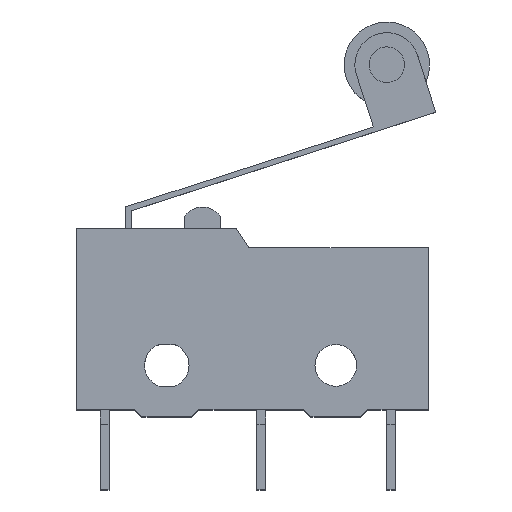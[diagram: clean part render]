
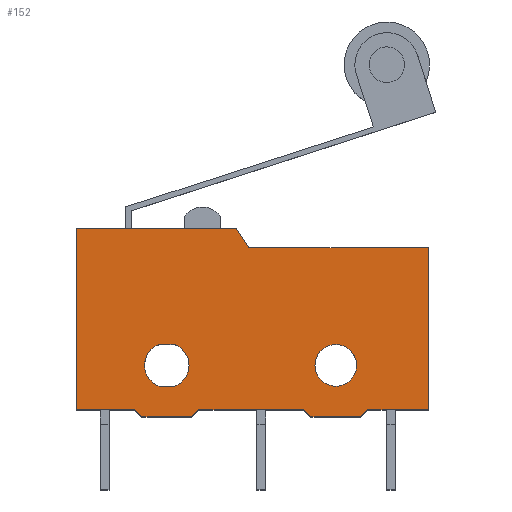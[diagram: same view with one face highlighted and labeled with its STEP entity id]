
A CAD part, top view. The second image highlights one B-rep face of the part: STEP entity #152.
In plain terms, the highlighted planar face has unit normal (0, 0, 1).
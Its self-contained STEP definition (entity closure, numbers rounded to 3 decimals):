
#152=ADVANCED_FACE('',(#316,#317,#318),#319,.T.);
#316=FACE_BOUND('',#485,.T.);
#317=FACE_BOUND('',#486,.T.);
#318=FACE_OUTER_BOUND('',#487,.T.);
#319=PLANE('',#488);
#485=EDGE_LOOP('',(#1100,#1101,#1102,#1103,#1104,#1105));
#486=EDGE_LOOP('',(#1106,#1107));
#487=EDGE_LOOP('',(#1108,#1109,#1110,#1111,#1112,#1113,#1114,#1115,#1116,#1117,#1118,#1119,#1120,#1121));
#488=AXIS2_PLACEMENT_3D('',#1122,#1123,#1124);
#1100=ORIENTED_EDGE('',*,*,#1312,.T.);
#1101=ORIENTED_EDGE('',*,*,#1155,.T.);
#1102=ORIENTED_EDGE('',*,*,#1315,.T.);
#1103=ORIENTED_EDGE('',*,*,#1306,.T.);
#1104=ORIENTED_EDGE('',*,*,#1310,.T.);
#1105=ORIENTED_EDGE('',*,*,#1161,.T.);
#1106=ORIENTED_EDGE('',*,*,#1151,.T.);
#1107=ORIENTED_EDGE('',*,*,#1317,.T.);
#1108=ORIENTED_EDGE('',*,*,#1318,.F.);
#1109=ORIENTED_EDGE('',*,*,#1358,.F.);
#1110=ORIENTED_EDGE('',*,*,#1355,.F.);
#1111=ORIENTED_EDGE('',*,*,#1352,.F.);
#1112=ORIENTED_EDGE('',*,*,#1349,.F.);
#1113=ORIENTED_EDGE('',*,*,#1346,.F.);
#1114=ORIENTED_EDGE('',*,*,#1343,.F.);
#1115=ORIENTED_EDGE('',*,*,#1340,.F.);
#1116=ORIENTED_EDGE('',*,*,#1337,.F.);
#1117=ORIENTED_EDGE('',*,*,#1334,.F.);
#1118=ORIENTED_EDGE('',*,*,#1331,.F.);
#1119=ORIENTED_EDGE('',*,*,#1328,.F.);
#1120=ORIENTED_EDGE('',*,*,#1325,.F.);
#1121=ORIENTED_EDGE('',*,*,#1322,.F.);
#1122=CARTESIAN_POINT('',(-0.187,5.17,3.2));
#1123=DIRECTION('',(0.0,0.0,1.0));
#1124=DIRECTION('',(1.0,0.0,0.0));
#1151=EDGE_CURVE('',#1363,#1360,#1364,.T.);
#1155=EDGE_CURVE('',#1371,#1368,#1372,.T.);
#1161=EDGE_CURVE('',#1377,#1381,#1383,.T.);
#1306=EDGE_CURVE('',#1624,#1625,#1626,.T.);
#1310=EDGE_CURVE('',#1625,#1377,#1632,.T.);
#1312=EDGE_CURVE('',#1381,#1371,#1634,.T.);
#1315=EDGE_CURVE('',#1368,#1624,#1637,.T.);
#1317=EDGE_CURVE('',#1360,#1363,#1639,.T.);
#1318=EDGE_CURVE('',#1640,#1641,#1642,.T.);
#1322=EDGE_CURVE('',#1641,#1648,#1649,.T.);
#1325=EDGE_CURVE('',#1648,#1653,#1654,.T.);
#1328=EDGE_CURVE('',#1653,#1658,#1659,.T.);
#1331=EDGE_CURVE('',#1658,#1663,#1664,.T.);
#1334=EDGE_CURVE('',#1663,#1668,#1669,.T.);
#1337=EDGE_CURVE('',#1668,#1673,#1674,.T.);
#1340=EDGE_CURVE('',#1673,#1678,#1679,.T.);
#1343=EDGE_CURVE('',#1678,#1683,#1684,.T.);
#1346=EDGE_CURVE('',#1683,#1688,#1689,.T.);
#1349=EDGE_CURVE('',#1688,#1693,#1694,.T.);
#1352=EDGE_CURVE('',#1693,#1698,#1699,.T.);
#1355=EDGE_CURVE('',#1698,#1703,#1704,.T.);
#1358=EDGE_CURVE('',#1703,#1640,#1708,.T.);
#1360=VERTEX_POINT('',#1710);
#1363=VERTEX_POINT('',#1714);
#1364=CIRCLE('',#1715,1.175);
#1368=VERTEX_POINT('',#1720);
#1371=VERTEX_POINT('',#1724);
#1372=CIRCLE('',#1725,1.25);
#1377=VERTEX_POINT('',#1731);
#1381=VERTEX_POINT('',#1736);
#1383=CIRCLE('',#1739,1.25);
#1624=VERTEX_POINT('',#2100);
#1625=VERTEX_POINT('',#2101);
#1626=LINE('',#2102,#2103);
#1632=CIRCLE('',#2112,1.25);
#1634=LINE('',#2114,#2115);
#1637=CIRCLE('',#2119,1.25);
#1639=CIRCLE('',#2121,1.175);
#1640=VERTEX_POINT('',#2122);
#1641=VERTEX_POINT('',#2123);
#1642=LINE('',#2124,#2125);
#1648=VERTEX_POINT('',#2134);
#1649=LINE('',#2135,#2136);
#1653=VERTEX_POINT('',#2142);
#1654=LINE('',#2143,#2144);
#1658=VERTEX_POINT('',#2150);
#1659=LINE('',#2151,#2152);
#1663=VERTEX_POINT('',#2158);
#1664=LINE('',#2159,#2160);
#1668=VERTEX_POINT('',#2166);
#1669=LINE('',#2167,#2168);
#1673=VERTEX_POINT('',#2174);
#1674=LINE('',#2175,#2176);
#1678=VERTEX_POINT('',#2182);
#1679=LINE('',#2183,#2184);
#1683=VERTEX_POINT('',#2190);
#1684=LINE('',#2191,#2192);
#1688=VERTEX_POINT('',#2198);
#1689=LINE('',#2199,#2200);
#1693=VERTEX_POINT('',#2206);
#1694=LINE('',#2207,#2208);
#1698=VERTEX_POINT('',#2214);
#1699=LINE('',#2215,#2216);
#1703=VERTEX_POINT('',#2222);
#1704=LINE('',#2223,#2224);
#1708=LINE('',#2230,#2231);
#1710=CARTESIAN_POINT('',(5.875,2.9,3.2));
#1714=CARTESIAN_POINT('',(3.525,2.9,3.2));
#1715=AXIS2_PLACEMENT_3D('',#2235,#2236,#2237);
#1720=CARTESIAN_POINT('',(-3.55,2.9,3.2));
#1724=CARTESIAN_POINT('',(-4.388,4.08,3.2));
#1725=AXIS2_PLACEMENT_3D('',#2243,#2244,#2245);
#1731=CARTESIAN_POINT('',(-6.05,2.9,3.2));
#1736=CARTESIAN_POINT('',(-5.212,4.08,3.2));
#1739=AXIS2_PLACEMENT_3D('',#2255,#2256,#2257);
#2100=CARTESIAN_POINT('',(-4.36,1.73,3.2));
#2101=CARTESIAN_POINT('',(-5.24,1.73,3.2));
#2102=CARTESIAN_POINT('',(-2.844,1.73,3.2));
#2103=VECTOR('',#2450,1.0);
#2112=AXIS2_PLACEMENT_3D('',#2454,#2455,#2456);
#2114=CARTESIAN_POINT('',(-2.844,4.08,3.2));
#2115=VECTOR('',#2460,1.0);
#2119=AXIS2_PLACEMENT_3D('',#2465,#2466,#2467);
#2121=AXIS2_PLACEMENT_3D('',#2471,#2472,#2473);
#2122=CARTESIAN_POINT('',(-9.9,10.6,3.2));
#2123=CARTESIAN_POINT('',(-0.9,10.6,3.2));
#2124=CARTESIAN_POINT('',(-9.9,10.6,3.2));
#2125=VECTOR('',#2474,1.0);
#2134=CARTESIAN_POINT('',(-0.2,9.5,3.2));
#2135=CARTESIAN_POINT('',(-0.2,9.5,3.2));
#2136=VECTOR('',#2478,1.0);
#2142=CARTESIAN_POINT('',(9.9,9.5,3.2));
#2143=CARTESIAN_POINT('',(9.9,9.5,3.2));
#2144=VECTOR('',#2481,1.0);
#2150=CARTESIAN_POINT('',(9.9,0.4,3.2));
#2151=CARTESIAN_POINT('',(9.9,0.4,3.2));
#2152=VECTOR('',#2484,1.0);
#2158=CARTESIAN_POINT('',(6.5,0.4,3.2));
#2159=CARTESIAN_POINT('',(9.9,0.4,3.2));
#2160=VECTOR('',#2487,1.0);
#2166=CARTESIAN_POINT('',(6.1,0.0,3.2));
#2167=CARTESIAN_POINT('',(6.1,0.0,3.2));
#2168=VECTOR('',#2490,1.0);
#2174=CARTESIAN_POINT('',(3.3,0.,3.2));
#2175=CARTESIAN_POINT('',(6.1,0.0,3.2));
#2176=VECTOR('',#2493,1.0);
#2182=CARTESIAN_POINT('',(2.9,0.4,3.2));
#2183=CARTESIAN_POINT('',(2.9,0.4,3.2));
#2184=VECTOR('',#2496,1.0);
#2190=CARTESIAN_POINT('',(-3.,0.4,3.2));
#2191=CARTESIAN_POINT('',(-3.,0.4,3.2));
#2192=VECTOR('',#2499,1.0);
#2198=CARTESIAN_POINT('',(-3.4,0.0,3.2));
#2199=CARTESIAN_POINT('',(-3.,0.4,3.2));
#2200=VECTOR('',#2502,1.0);
#2206=CARTESIAN_POINT('',(-6.2,0.0,3.2));
#2207=CARTESIAN_POINT('',(-6.2,0.0,3.2));
#2208=VECTOR('',#2505,1.0);
#2214=CARTESIAN_POINT('',(-6.6,0.4,3.2));
#2215=CARTESIAN_POINT('',(-6.2,0.0,3.2));
#2216=VECTOR('',#2508,1.0);
#2222=CARTESIAN_POINT('',(-9.9,0.4,3.2));
#2223=CARTESIAN_POINT('',(-9.9,0.4,3.2));
#2224=VECTOR('',#2511,1.0);
#2230=CARTESIAN_POINT('',(-9.9,0.4,3.2));
#2231=VECTOR('',#2514,1.0);
#2235=CARTESIAN_POINT('',(4.7,2.9,3.2));
#2236=DIRECTION('',(0.0,0.0,-1.0));
#2237=DIRECTION('',(1.0,0.0,0.0));
#2243=CARTESIAN_POINT('',(-4.8,2.9,3.2));
#2244=DIRECTION('',(0.0,0.0,-1.0));
#2245=DIRECTION('',(1.0,0.0,0.0));
#2255=CARTESIAN_POINT('',(-4.8,2.9,3.2));
#2256=DIRECTION('',(0.0,0.0,-1.0));
#2257=DIRECTION('',(1.0,0.0,0.0));
#2450=DIRECTION('',(-1.0,0.0,0.0));
#2454=CARTESIAN_POINT('',(-4.8,2.9,3.2));
#2455=DIRECTION('',(0.0,0.0,-1.0));
#2456=DIRECTION('',(1.0,0.0,0.0));
#2460=DIRECTION('',(1.0,0.0,-0.0));
#2465=CARTESIAN_POINT('',(-4.8,2.9,3.2));
#2466=DIRECTION('',(0.0,0.0,-1.0));
#2467=DIRECTION('',(1.0,0.0,0.0));
#2471=CARTESIAN_POINT('',(4.7,2.9,3.2));
#2472=DIRECTION('',(0.0,0.0,-1.0));
#2473=DIRECTION('',(1.0,0.0,0.0));
#2474=DIRECTION('',(1.0,0.0,0.0));
#2478=DIRECTION('',(0.537,-0.844,0.0));
#2481=DIRECTION('',(1.0,0.,0.0));
#2484=DIRECTION('',(-0.0,-1.0,-0.0));
#2487=DIRECTION('',(-1.0,0.,0.0));
#2490=DIRECTION('',(-0.707,-0.707,-0.0));
#2493=DIRECTION('',(-1.0,0.,0.0));
#2496=DIRECTION('',(-0.707,0.707,0.0));
#2499=DIRECTION('',(-1.0,0.,-0.0));
#2502=DIRECTION('',(-0.707,-0.707,0.0));
#2505=DIRECTION('',(-1.0,-0.0,-0.0));
#2508=DIRECTION('',(-0.707,0.707,0.0));
#2511=DIRECTION('',(-1.0,-0.0,-0.0));
#2514=DIRECTION('',(0.0,1.0,0.0));
